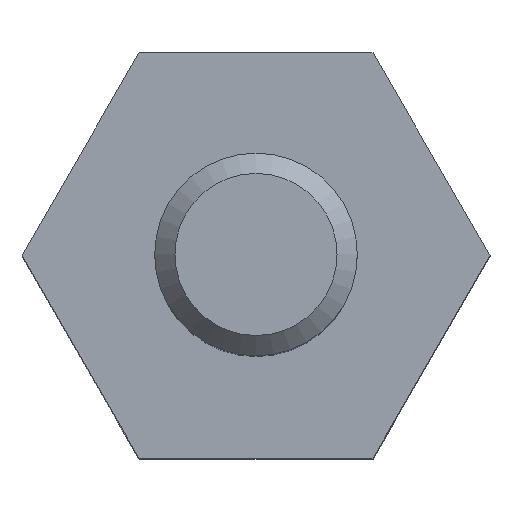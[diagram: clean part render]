
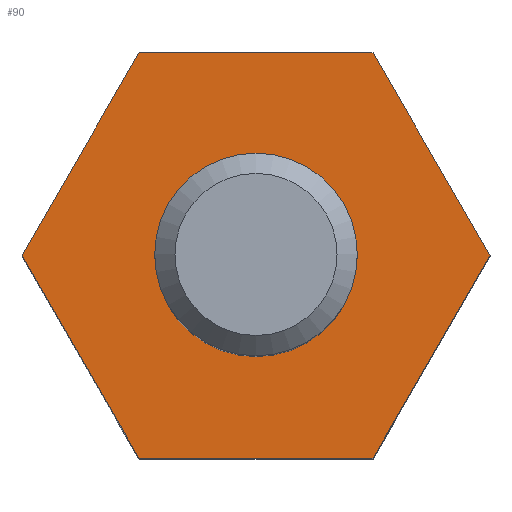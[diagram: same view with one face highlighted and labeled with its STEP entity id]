
A CAD part, top view. The second image highlights one B-rep face of the part: STEP entity #90.
In plain terms, the highlighted planar face has unit normal (0, 0, 1).
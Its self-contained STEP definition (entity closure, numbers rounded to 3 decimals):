
#90 = ADVANCED_FACE( '', ( #189, #190 ), #191, .T. );
#189 = FACE_BOUND( '', #287, .T. );
#190 = FACE_OUTER_BOUND( '', #288, .T. );
#191 = PLANE( '', #289 );
#287 = EDGE_LOOP( '', ( #454 ) );
#288 = EDGE_LOOP( '', ( #455, #456, #457, #458, #459, #460 ) );
#289 = AXIS2_PLACEMENT_3D( '', #461, #462, #463 );
#454 = ORIENTED_EDGE( '', *, *, #534, .T. );
#455 = ORIENTED_EDGE( '', *, *, #532, .T. );
#456 = ORIENTED_EDGE( '', *, *, #559, .T. );
#457 = ORIENTED_EDGE( '', *, *, #508, .T. );
#458 = ORIENTED_EDGE( '', *, *, #547, .T. );
#459 = ORIENTED_EDGE( '', *, *, #541, .T. );
#460 = ORIENTED_EDGE( '', *, *, #544, .T. );
#461 = CARTESIAN_POINT( '', ( 0., 0., 0. ) );
#462 = DIRECTION( '', ( 0., 0., 1. ) );
#463 = DIRECTION( '', ( 1., 0., 0. ) );
#508 = EDGE_CURVE( '', #579, #583, #585, .T. );
#532 = EDGE_CURVE( '', #619, #621, #623, .T. );
#534 = EDGE_CURVE( '', #625, #625, #626, .F. );
#541 = EDGE_CURVE( '', #631, #635, #637, .T. );
#544 = EDGE_CURVE( '', #635, #619, #640, .T. );
#547 = EDGE_CURVE( '', #583, #631, #643, .T. );
#559 = EDGE_CURVE( '', #621, #579, #658, .T. );
#579 = VERTEX_POINT( '', #679 );
#583 = VERTEX_POINT( '', #685 );
#585 = LINE( '', #688, #689 );
#619 = VERTEX_POINT( '', #729 );
#621 = VERTEX_POINT( '', #732 );
#623 = LINE( '', #735, #736 );
#625 = VERTEX_POINT( '', #738 );
#626 = CIRCLE( '', #739, 1.3 );
#631 = VERTEX_POINT( '', #744 );
#635 = VERTEX_POINT( '', #750 );
#637 = LINE( '', #753, #754 );
#640 = LINE( '', #758, #759 );
#643 = LINE( '', #763, #764 );
#658 = LINE( '', #779, #780 );
#679 = CARTESIAN_POINT( '', ( 3.464, 0., 0. ) );
#685 = CARTESIAN_POINT( '', ( 1.732, 3., 0. ) );
#688 = CARTESIAN_POINT( '', ( 3.464, 0., 0. ) );
#689 = VECTOR( '', #800, 1000. );
#729 = CARTESIAN_POINT( '', ( -1.732, -3., 0. ) );
#732 = CARTESIAN_POINT( '', ( 1.732, -3., 0. ) );
#735 = CARTESIAN_POINT( '', ( -1.732, -3., 0. ) );
#736 = VECTOR( '', #833, 1000. );
#738 = CARTESIAN_POINT( '', ( 1.3, 0., 0. ) );
#739 = AXIS2_PLACEMENT_3D( '', #834, #835, #836 );
#744 = CARTESIAN_POINT( '', ( -1.732, 3., 0. ) );
#750 = CARTESIAN_POINT( '', ( -3.464, 0., 0. ) );
#753 = CARTESIAN_POINT( '', ( -1.732, 3., 0. ) );
#754 = VECTOR( '', #843, 1000. );
#758 = CARTESIAN_POINT( '', ( -3.464, 0., 0. ) );
#759 = VECTOR( '', #845, 1000. );
#763 = CARTESIAN_POINT( '', ( 1.732, 3., 0. ) );
#764 = VECTOR( '', #847, 1000. );
#779 = CARTESIAN_POINT( '', ( 1.732, -3., 0. ) );
#780 = VECTOR( '', #863, 1000. );
#800 = DIRECTION( '', ( -0.5, 0.866, 0. ) );
#833 = DIRECTION( '', ( 1., 0., 0. ) );
#834 = CARTESIAN_POINT( '', ( 0., 0., 0. ) );
#835 = DIRECTION( '', ( 0., 0., 1. ) );
#836 = DIRECTION( '', ( 1., 0., 0. ) );
#843 = DIRECTION( '', ( -0.5, -0.866, 0. ) );
#845 = DIRECTION( '', ( 0.5, -0.866, 0. ) );
#847 = DIRECTION( '', ( -1., 0., 0. ) );
#863 = DIRECTION( '', ( 0.5, 0.866, 0. ) );
